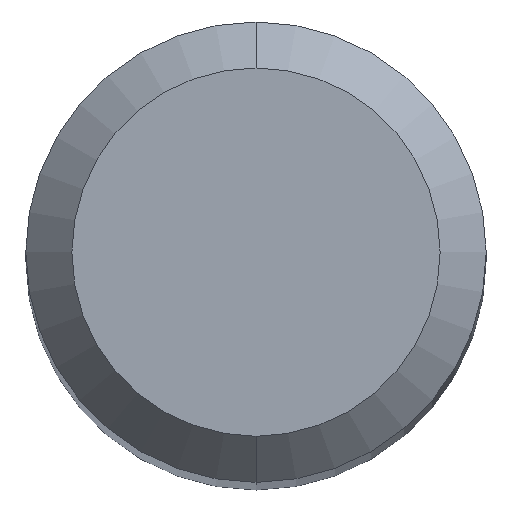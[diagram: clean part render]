
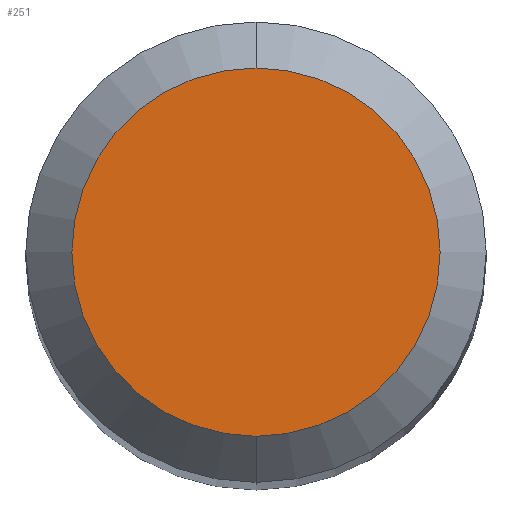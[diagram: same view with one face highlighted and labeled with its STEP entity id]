
A CAD part, top view. The second image highlights one B-rep face of the part: STEP entity #251.
In plain terms, the highlighted planar face has unit normal (0, 0, 1).
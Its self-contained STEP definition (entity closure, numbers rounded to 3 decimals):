
#251=ADVANCED_FACE('',(#567),#568,.T.);
#335=EDGE_CURVE('',#393,#357,#658,.T.);
#357=VERTEX_POINT('',#683);
#359=EDGE_CURVE('',#357,#393,#685,.T.);
#393=VERTEX_POINT('',#723);
#567=FACE_OUTER_BOUND('',#996,.T.);
#568=PLANE('',#997);
#658=CIRCLE('',#1206,1.2);
#683=CARTESIAN_POINT('',(0.,-1.2,0.0));
#685=CIRCLE('',#1238,1.2);
#723=CARTESIAN_POINT('',(0.0,1.2,0.0));
#996=EDGE_LOOP('',(#1542,#1543));
#997=AXIS2_PLACEMENT_3D('',#1544,#1545,#1546);
#1206=AXIS2_PLACEMENT_3D('',#1624,#1625,#1626);
#1238=AXIS2_PLACEMENT_3D('',#1653,#1654,#1655);
#1542=ORIENTED_EDGE('',*,*,#335,.F.);
#1543=ORIENTED_EDGE('',*,*,#359,.F.);
#1544=CARTESIAN_POINT('',(0.0,0.6,0.0));
#1545=DIRECTION('',(-0.0,0.0,1.0));
#1546=DIRECTION('',(0.0,-1.0,0.0));
#1624=CARTESIAN_POINT('',(0.0,0.0,0.0));
#1625=DIRECTION('',(0.0,0.0,-1.0));
#1626=DIRECTION('',(0.0,1.0,0.0));
#1653=CARTESIAN_POINT('',(0.0,0.0,0.0));
#1654=DIRECTION('',(0.0,0.0,-1.0));
#1655=DIRECTION('',(0.0,1.0,0.0));
